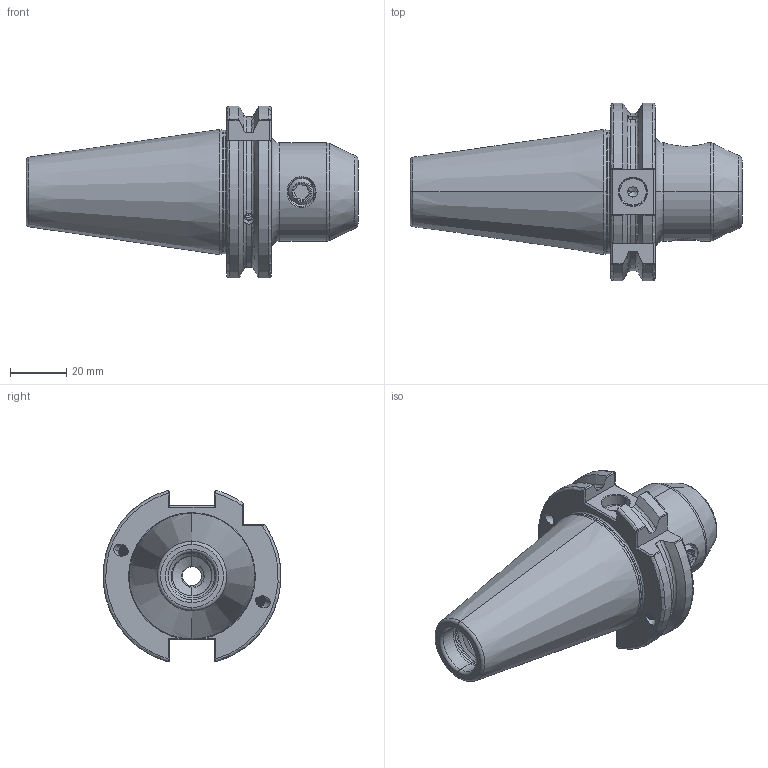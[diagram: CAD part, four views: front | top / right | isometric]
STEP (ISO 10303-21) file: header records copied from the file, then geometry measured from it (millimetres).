
FILE_DESCRIPTION (( 'STEP AP203' ), '1' );
FILE_NAME ('403.05.10.STEP', '2016-11-25T08:40:07', ( '' ), ( '' ), 'SwSTEP 2.0', 'SolidWorks 2012', '' );
FILE_SCHEMA (( 'CONFIG_CONTROL_DESIGN' ));
Length unit declared in the file: millimetre
Products named in the file (3): 側固10_M10x1.5_12L; 403.05.10
Assembly tree (2 placements, depth 2):
  403.05.10
    403.05.10
    側固10_M10x1.5_12L
Bounding box: 118.4 x 63.34 x 61.24 mm (x, y, z)
Volume: 125429.6 mm3; surface area: 27280.5 mm2
Topology: 2 solids, 2 shells, 363 faces, 1009 edges, 639 vertices
Faces by surface type: cylinder 176, plane 60, cone 47, bspline 40, torus 38, sphere 2
Entity records: 29347 total; most frequent: CARTESIAN_POINT 21107, ORIENTED_EDGE 1986, DIRECTION 1311, EDGE_CURVE 993, VERTEX_POINT 639, AXIS2_PLACEMENT_3D 508, EDGE_LOOP 380, FACE_OUTER_BOUND 363
